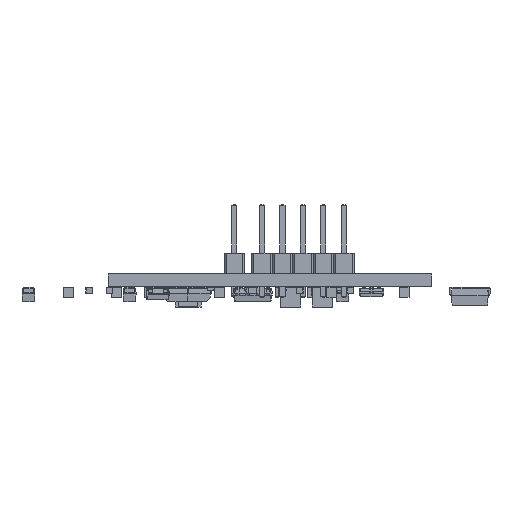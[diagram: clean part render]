
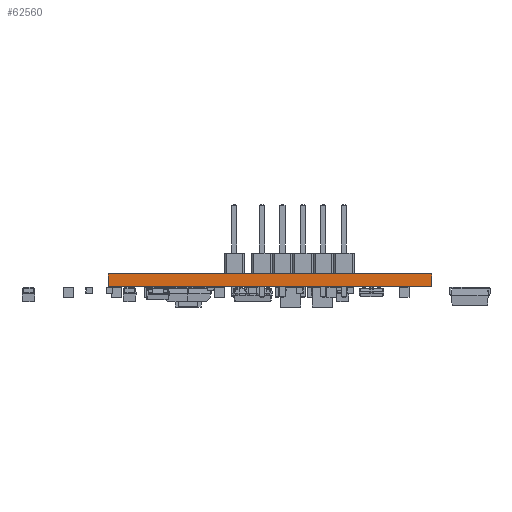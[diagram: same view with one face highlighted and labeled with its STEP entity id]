
A CAD part, left-side view. The second image highlights one B-rep face of the part: STEP entity #62560.
In plain terms, the highlighted planar face has unit normal (-1, 0, 0).
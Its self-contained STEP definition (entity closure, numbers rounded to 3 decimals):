
#62379 = PLANE('',#62380);
#62380 = AXIS2_PLACEMENT_3D('',#62381,#62382,#62383);
#62381 = CARTESIAN_POINT('',(65.786,5.334,0.));
#62382 = DIRECTION('',(0.,-1.,0.));
#62383 = DIRECTION('',(-1.,0.,0.));
#62404 = VERTEX_POINT('',#62405);
#62405 = CARTESIAN_POINT('',(5.334,5.334,1.6));
#62419 = PLANE('',#62420);
#62420 = AXIS2_PLACEMENT_3D('',#62421,#62422,#62423);
#62421 = CARTESIAN_POINT('',(35.56,25.4,1.6));
#62422 = DIRECTION('',(-0.,-0.,-1.));
#62423 = DIRECTION('',(-1.,0.,0.));
#62431 = EDGE_CURVE('',#62432,#62404,#62434,.T.);
#62432 = VERTEX_POINT('',#62433);
#62433 = CARTESIAN_POINT('',(5.334,5.334,0.));
#62434 = SURFACE_CURVE('',#62435,(#62439,#62446),.PCURVE_S1.);
#62435 = LINE('',#62436,#62437);
#62436 = CARTESIAN_POINT('',(5.334,5.334,0.));
#62437 = VECTOR('',#62438,1.);
#62438 = DIRECTION('',(0.,0.,1.));
#62439 = PCURVE('',#62379,#62440);
#62440 = DEFINITIONAL_REPRESENTATION('',(#62441),#62445);
#62441 = LINE('',#62442,#62443);
#62442 = CARTESIAN_POINT('',(60.452,0.));
#62443 = VECTOR('',#62444,1.);
#62444 = DIRECTION('',(0.,-1.));
#62445 = ( GEOMETRIC_REPRESENTATION_CONTEXT(2) 
PARAMETRIC_REPRESENTATION_CONTEXT() REPRESENTATION_CONTEXT('2D SPACE',''
  ) );
#62446 = PCURVE('',#62447,#62452);
#62447 = PLANE('',#62448);
#62448 = AXIS2_PLACEMENT_3D('',#62449,#62450,#62451);
#62449 = CARTESIAN_POINT('',(5.334,5.334,0.));
#62450 = DIRECTION('',(-1.,0.,0.));
#62451 = DIRECTION('',(0.,1.,0.));
#62452 = DEFINITIONAL_REPRESENTATION('',(#62453),#62457);
#62453 = LINE('',#62454,#62455);
#62454 = CARTESIAN_POINT('',(0.,0.));
#62455 = VECTOR('',#62456,1.);
#62456 = DIRECTION('',(0.,-1.));
#62457 = ( GEOMETRIC_REPRESENTATION_CONTEXT(2) 
PARAMETRIC_REPRESENTATION_CONTEXT() REPRESENTATION_CONTEXT('2D SPACE',''
  ) );
#62473 = PLANE('',#62474);
#62474 = AXIS2_PLACEMENT_3D('',#62475,#62476,#62477);
#62475 = CARTESIAN_POINT('',(35.56,25.4,0.));
#62476 = DIRECTION('',(-0.,-0.,-1.));
#62477 = DIRECTION('',(-1.,0.,0.));
#62506 = PLANE('',#62507);
#62507 = AXIS2_PLACEMENT_3D('',#62508,#62509,#62510);
#62508 = CARTESIAN_POINT('',(5.334,45.466,0.));
#62509 = DIRECTION('',(0.,1.,0.));
#62510 = DIRECTION('',(1.,0.,0.));
#62560 = ADVANCED_FACE('',(#62561),#62447,.T.);
#62561 = FACE_BOUND('',#62562,.T.);
#62562 = EDGE_LOOP('',(#62563,#62564,#62587,#62610));
#62563 = ORIENTED_EDGE('',*,*,#62431,.T.);
#62564 = ORIENTED_EDGE('',*,*,#62565,.T.);
#62565 = EDGE_CURVE('',#62404,#62566,#62568,.T.);
#62566 = VERTEX_POINT('',#62567);
#62567 = CARTESIAN_POINT('',(5.334,45.466,1.6));
#62568 = SURFACE_CURVE('',#62569,(#62573,#62580),.PCURVE_S1.);
#62569 = LINE('',#62570,#62571);
#62570 = CARTESIAN_POINT('',(5.334,5.334,1.6));
#62571 = VECTOR('',#62572,1.);
#62572 = DIRECTION('',(0.,1.,0.));
#62573 = PCURVE('',#62447,#62574);
#62574 = DEFINITIONAL_REPRESENTATION('',(#62575),#62579);
#62575 = LINE('',#62576,#62577);
#62576 = CARTESIAN_POINT('',(0.,-1.6));
#62577 = VECTOR('',#62578,1.);
#62578 = DIRECTION('',(1.,0.));
#62579 = ( GEOMETRIC_REPRESENTATION_CONTEXT(2) 
PARAMETRIC_REPRESENTATION_CONTEXT() REPRESENTATION_CONTEXT('2D SPACE',''
  ) );
#62580 = PCURVE('',#62419,#62581);
#62581 = DEFINITIONAL_REPRESENTATION('',(#62582),#62586);
#62582 = LINE('',#62583,#62584);
#62583 = CARTESIAN_POINT('',(30.226,-20.066));
#62584 = VECTOR('',#62585,1.);
#62585 = DIRECTION('',(0.,1.));
#62586 = ( GEOMETRIC_REPRESENTATION_CONTEXT(2) 
PARAMETRIC_REPRESENTATION_CONTEXT() REPRESENTATION_CONTEXT('2D SPACE',''
  ) );
#62587 = ORIENTED_EDGE('',*,*,#62588,.F.);
#62588 = EDGE_CURVE('',#62589,#62566,#62591,.T.);
#62589 = VERTEX_POINT('',#62590);
#62590 = CARTESIAN_POINT('',(5.334,45.466,0.));
#62591 = SURFACE_CURVE('',#62592,(#62596,#62603),.PCURVE_S1.);
#62592 = LINE('',#62593,#62594);
#62593 = CARTESIAN_POINT('',(5.334,45.466,0.));
#62594 = VECTOR('',#62595,1.);
#62595 = DIRECTION('',(0.,0.,1.));
#62596 = PCURVE('',#62447,#62597);
#62597 = DEFINITIONAL_REPRESENTATION('',(#62598),#62602);
#62598 = LINE('',#62599,#62600);
#62599 = CARTESIAN_POINT('',(40.132,0.));
#62600 = VECTOR('',#62601,1.);
#62601 = DIRECTION('',(0.,-1.));
#62602 = ( GEOMETRIC_REPRESENTATION_CONTEXT(2) 
PARAMETRIC_REPRESENTATION_CONTEXT() REPRESENTATION_CONTEXT('2D SPACE',''
  ) );
#62603 = PCURVE('',#62506,#62604);
#62604 = DEFINITIONAL_REPRESENTATION('',(#62605),#62609);
#62605 = LINE('',#62606,#62607);
#62606 = CARTESIAN_POINT('',(0.,0.));
#62607 = VECTOR('',#62608,1.);
#62608 = DIRECTION('',(0.,-1.));
#62609 = ( GEOMETRIC_REPRESENTATION_CONTEXT(2) 
PARAMETRIC_REPRESENTATION_CONTEXT() REPRESENTATION_CONTEXT('2D SPACE',''
  ) );
#62610 = ORIENTED_EDGE('',*,*,#62611,.F.);
#62611 = EDGE_CURVE('',#62432,#62589,#62612,.T.);
#62612 = SURFACE_CURVE('',#62613,(#62617,#62624),.PCURVE_S1.);
#62613 = LINE('',#62614,#62615);
#62614 = CARTESIAN_POINT('',(5.334,5.334,0.));
#62615 = VECTOR('',#62616,1.);
#62616 = DIRECTION('',(0.,1.,0.));
#62617 = PCURVE('',#62447,#62618);
#62618 = DEFINITIONAL_REPRESENTATION('',(#62619),#62623);
#62619 = LINE('',#62620,#62621);
#62620 = CARTESIAN_POINT('',(0.,0.));
#62621 = VECTOR('',#62622,1.);
#62622 = DIRECTION('',(1.,0.));
#62623 = ( GEOMETRIC_REPRESENTATION_CONTEXT(2) 
PARAMETRIC_REPRESENTATION_CONTEXT() REPRESENTATION_CONTEXT('2D SPACE',''
  ) );
#62624 = PCURVE('',#62473,#62625);
#62625 = DEFINITIONAL_REPRESENTATION('',(#62626),#62630);
#62626 = LINE('',#62627,#62628);
#62627 = CARTESIAN_POINT('',(30.226,-20.066));
#62628 = VECTOR('',#62629,1.);
#62629 = DIRECTION('',(0.,1.));
#62630 = ( GEOMETRIC_REPRESENTATION_CONTEXT(2) 
PARAMETRIC_REPRESENTATION_CONTEXT() REPRESENTATION_CONTEXT('2D SPACE',''
  ) );
